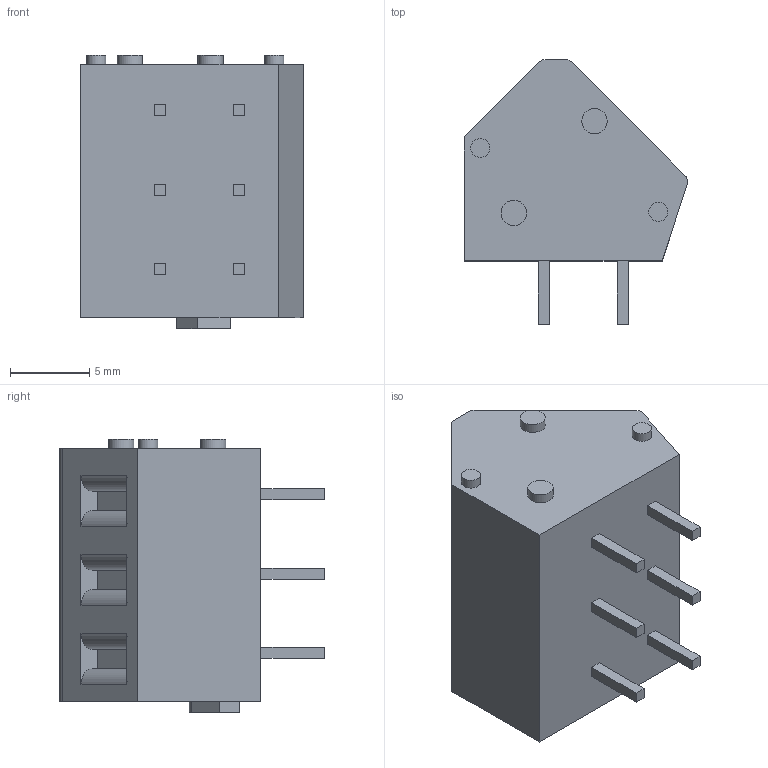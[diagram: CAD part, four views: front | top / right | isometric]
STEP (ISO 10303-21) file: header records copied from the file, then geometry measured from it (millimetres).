
FILE_DESCRIPTION( ( 'STEP AP203' ), '1' );
FILE_NAME( '236-403.stp', '2021-01-31T21:16:23', ( 'License CC BY-ND 4.0' ), ( 'CADENAS' ), ' ', 'PARTsolutions', ' ' );
FILE_SCHEMA( ( 'CONFIG_CONTROL_DESIGN' ) );
Length unit declared in the file: millimetre
Products named in the file (1): _236-403
Bounding box: 14.09 x 16.71 x 17.3 mm (x, y, z)
Volume: 2028.3 mm3; surface area: 1225.2 mm2
Topology: 1 solids, 1 shells, 116 faces, 288 edges, 188 vertices
Faces by surface type: plane 102, cylinder 14
Full cylindrical faces by diameter (mm): 1.2 x2, 1.6 x2
Entity records: 3408 total; most frequent: CARTESIAN_POINT 589, ORIENTED_EDGE 568, DIRECTION 546, EDGE_CURVE 284, LINE 256, VECTOR 256, VERTEX_POINT 188, AXIS2_PLACEMENT_3D 145
